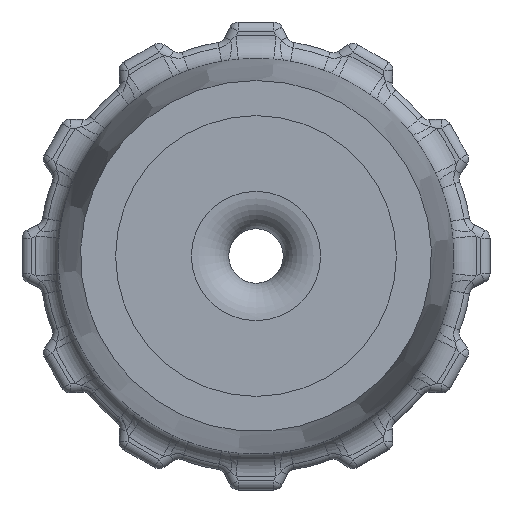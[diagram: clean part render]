
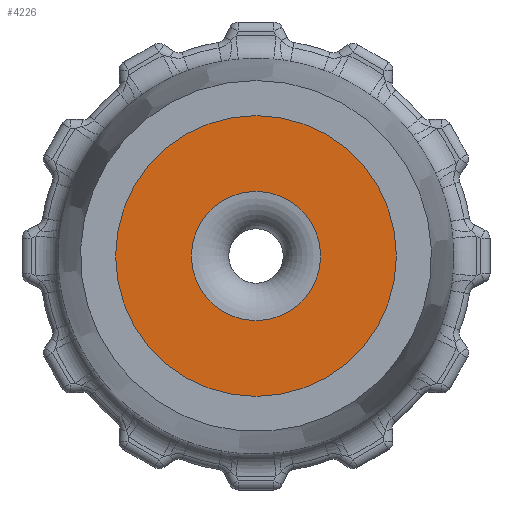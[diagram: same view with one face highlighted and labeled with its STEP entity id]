
A CAD part, left-side view. The second image highlights one B-rep face of the part: STEP entity #4226.
In plain terms, the highlighted planar face has unit normal (-1, 0, 0).
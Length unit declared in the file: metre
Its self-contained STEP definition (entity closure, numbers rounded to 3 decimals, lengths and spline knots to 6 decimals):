
#381=CIRCLE('',#4551,0.00138);
#382=CIRCLE('',#4552,0.003);
#770=ORIENTED_EDGE('',*,*,#2114,.T.);
#771=ORIENTED_EDGE('',*,*,#2115,.T.);
#2114=EDGE_CURVE('',#2786,#2786,#381,.T.);
#2115=EDGE_CURVE('',#2787,#2787,#382,.T.);
#2786=VERTEX_POINT('',#6644);
#2787=VERTEX_POINT('',#6646);
#3549=EDGE_LOOP('',(#770));
#3550=EDGE_LOOP('',(#771));
#3861=FACE_BOUND('',#3549,.T.);
#3862=FACE_BOUND('',#3550,.T.);
#4172=PLANE('',#4550);
#4226=ADVANCED_FACE('',(#3861,#3862),#4172,.F.);
#4550=AXIS2_PLACEMENT_3D('',#6642,#5212,#5213);
#4551=AXIS2_PLACEMENT_3D('',#6643,#5214,#5215);
#4552=AXIS2_PLACEMENT_3D('',#6645,#5216,#5217);
#5212=DIRECTION('',(1.,0.,0.));
#5213=DIRECTION('',(0.,0.,-1.));
#5214=DIRECTION('',(1.,0.,0.));
#5215=DIRECTION('',(0.,0.,-1.));
#5216=DIRECTION('',(-1.,0.,0.));
#5217=DIRECTION('',(0.,0.,1.));
#6642=CARTESIAN_POINT('',(-0.008547,0.0025,0.));
#6643=CARTESIAN_POINT('',(-0.008547,0.,0.));
#6644=CARTESIAN_POINT('',(-0.008547,0.,-0.00138));
#6645=CARTESIAN_POINT('',(-0.008547,0.,0.));
#6646=CARTESIAN_POINT('',(-0.008547,0.,0.003));
